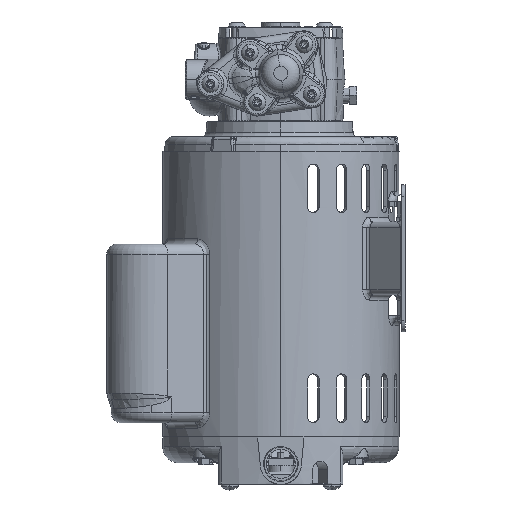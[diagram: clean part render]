
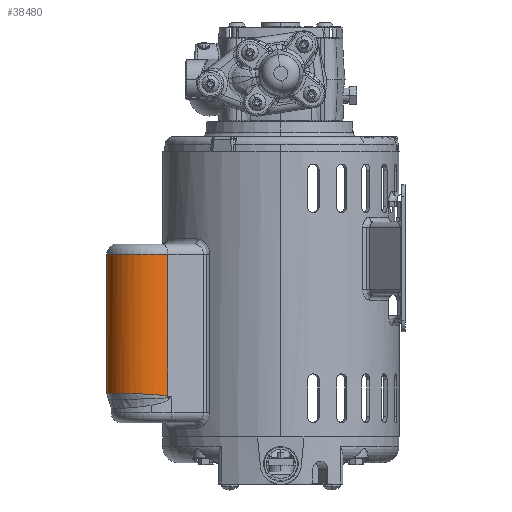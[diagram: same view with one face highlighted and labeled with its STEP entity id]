
A CAD part, left-side view. The second image highlights one B-rep face of the part: STEP entity #38480.
In plain terms, the highlighted cylindrical face has radius 24.511 mm (diameter 49.022 mm), a partial arc.
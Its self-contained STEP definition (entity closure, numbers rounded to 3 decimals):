
#35186 = ORIENTED_EDGE ( 'NONE', *, *, #100631, .F. ) ;
#35187 = ORIENTED_EDGE ( 'NONE', *, *, #100632, .T. ) ;
#35188 = ORIENTED_EDGE ( 'NONE', *, *, #100633, .T. ) ;
#35189 = ORIENTED_EDGE ( 'NONE', *, *, #100630, .T. ) ;
#38480 = ADVANCED_FACE ( 'NONE', ( #80827 ), #80848, .T. ) ;
#47718 = AXIS2_PLACEMENT_3D ( 'NONE', #102048, #102049, #102050 ) ;
#67086 = B_SPLINE_CURVE_WITH_KNOTS ( 'NONE', 3,
 ( #102025, #102046, #102051, #102052, #102053, #102054, #102055, #102056, #102057, #102058, #102059, #102060, #102061, #102062, #102063, #102064, #102065, #102066, #102067, #102068, #102069, #102070, #102071, #102072, #102073, #102074, #102075, #102076, #102077, #102078, #102079, #102080, #102081, #102082, #102083, #102084, #102085, #102086, #102087, #102088, #102089, #102090, #102091, #102092, #102093, #102094, #102095, #102096, #102097, #102098, #102099, #102100, #102101, #102102, #102103, #102104, #102105, #102106, #102107, #102108, #102109, #102110, #102111, #102112 ),
 .UNSPECIFIED., .F., .F.,
 ( 4, 2, 2, 2, 2, 2, 2, 2, 2, 2, 2, 2, 2, 2, 2, 2, 2, 2, 2, 2, 2, 2, 2, 2, 2, 2, 2, 2, 2, 2, 2, 4 ),
 ( 0., 0.001, 0.002, 0.005, 0.007, 0.009, 0.01, 0.015, 0.017, 0.019, 0.024, 0.027, 0.029, 0.032, 0.034, 0.039, 0.044, 0.046, 0.049, 0.053, 0.055, 0.056, 0.058, 0.063, 0.064, 0.066, 0.068, 0.07, 0.073, 0.075, 0.077, 0.078 ),
 .UNSPECIFIED. ) ;
#80827 = FACE_OUTER_BOUND ( 'NONE', #101324, .T. ) ;
#80848 = CYLINDRICAL_SURFACE ( 'NONE', #106934, 24.511 ) ;
#82422 = CARTESIAN_POINT ( 'NONE',  ( -50.292, 82.069, -235.938 ) ) ;
#82423 = DIRECTION ( 'NONE',  ( 0., 0., 1. ) ) ;
#82431 = DIRECTION ( 'NONE',  ( 1., 0., 0. ) ) ;
#84834 = CARTESIAN_POINT ( 'NONE',  ( -29.393, 94.876, -219.545 ) ) ;
#84836 = CARTESIAN_POINT ( 'NONE',  ( -71.191, 69.262, -132.75 ) ) ;
#84838 = CARTESIAN_POINT ( 'NONE',  ( -29.393, 94.876, -132.75 ) ) ;
#84845 = CARTESIAN_POINT ( 'NONE',  ( -71.191, 69.262, -219.545 ) ) ;
#90603 = CIRCLE ( 'NONE', #47718, 24.511 ) ;
#90605 = LINE ( 'NONE', #102047, #90611 ) ;
#90611 = VECTOR ( 'NONE', #102036, 1000. ) ;
#90613 = LINE ( 'NONE', #102113, #90615 ) ;
#90615 = VECTOR ( 'NONE', #102114, 1000. ) ;
#93781 = VERTEX_POINT ( 'NONE', #84834 ) ;
#93784 = VERTEX_POINT ( 'NONE', #84836 ) ;
#93787 = VERTEX_POINT ( 'NONE', #84838 ) ;
#93797 = VERTEX_POINT ( 'NONE', #84845 ) ;
#100630 = EDGE_CURVE ( 'NONE', #93784, #93787, #90603, .T. ) ;
#100631 = EDGE_CURVE ( 'NONE', #93781, #93787, #90605, .T. ) ;
#100632 = EDGE_CURVE ( 'NONE', #93781, #93797, #67086, .T. ) ;
#100633 = EDGE_CURVE ( 'NONE', #93797, #93784, #90613, .T. ) ;
#101324 = EDGE_LOOP ( 'NONE', ( #35186, #35187, #35188, #35189 ) ) ;
#102025 = CARTESIAN_POINT ( 'NONE',  ( -29.393, 94.876, -219.545 ) ) ;
#102036 = DIRECTION ( 'NONE',  ( 0., 0., 1. ) ) ;
#102046 = CARTESIAN_POINT ( 'NONE',  ( -29.601, 95.216, -219.468 ) ) ;
#102047 = CARTESIAN_POINT ( 'NONE',  ( -29.393, 94.876, -235.938 ) ) ;
#102048 = CARTESIAN_POINT ( 'NONE',  ( -50.292, 82.069, -132.75 ) ) ;
#102049 = DIRECTION ( 'NONE',  ( 0., 0., -1. ) ) ;
#102050 = DIRECTION ( 'NONE',  ( 1., 0., 0. ) ) ;
#102051 = CARTESIAN_POINT ( 'NONE',  ( -29.818, 95.552, -219.405 ) ) ;
#102052 = CARTESIAN_POINT ( 'NONE',  ( -30.271, 96.215, -219.29 ) ) ;
#102053 = CARTESIAN_POINT ( 'NONE',  ( -30.505, 96.541, -219.239 ) ) ;
#102054 = CARTESIAN_POINT ( 'NONE',  ( -31.229, 97.497, -219.098 ) ) ;
#102055 = CARTESIAN_POINT ( 'NONE',  ( -31.741, 98.109, -219.018 ) ) ;
#102056 = CARTESIAN_POINT ( 'NONE',  ( -32.822, 99.28, -218.872 ) ) ;
#102057 = CARTESIAN_POINT ( 'NONE',  ( -33.391, 99.839, -218.806 ) ) ;
#102058 = CARTESIAN_POINT ( 'NONE',  ( -34.287, 100.638, -218.714 ) ) ;
#102059 = CARTESIAN_POINT ( 'NONE',  ( -34.593, 100.897, -218.684 ) ) ;
#102060 = CARTESIAN_POINT ( 'NONE',  ( -35.219, 101.402, -218.627 ) ) ;
#102061 = CARTESIAN_POINT ( 'NONE',  ( -35.54, 101.648, -218.599 ) ) ;
#102062 = CARTESIAN_POINT ( 'NONE',  ( -37.17, 102.835, -218.465 ) ) ;
#102063 = CARTESIAN_POINT ( 'NONE',  ( -38.549, 103.643, -218.373 ) ) ;
#102064 = CARTESIAN_POINT ( 'NONE',  ( -40.727, 104.651, -218.249 ) ) ;
#102065 = CARTESIAN_POINT ( 'NONE',  ( -41.472, 104.953, -218.211 ) ) ;
#102066 = CARTESIAN_POINT ( 'NONE',  ( -43., 105.485, -218.137 ) ) ;
#102067 = CARTESIAN_POINT ( 'NONE',  ( -43.773, 105.711, -218.103 ) ) ;
#102068 = CARTESIAN_POINT ( 'NONE',  ( -46.107, 106.273, -218.007 ) ) ;
#102069 = CARTESIAN_POINT ( 'NONE',  ( -47.689, 106.495, -217.952 ) ) ;
#102070 = CARTESIAN_POINT ( 'NONE',  ( -50.1, 106.593, -217.881 ) ) ;
#102071 = CARTESIAN_POINT ( 'NONE',  ( -50.913, 106.586, -217.859 ) ) ;
#102072 = CARTESIAN_POINT ( 'NONE',  ( -52.518, 106.492, -217.82 ) ) ;
#102073 = CARTESIAN_POINT ( 'NONE',  ( -53.314, 106.407, -217.803 ) ) ;
#102074 = CARTESIAN_POINT ( 'NONE',  ( -54.892, 106.158, -217.772 ) ) ;
#102075 = CARTESIAN_POINT ( 'NONE',  ( -55.674, 105.996, -217.758 ) ) ;
#102076 = CARTESIAN_POINT ( 'NONE',  ( -57.225, 105.593, -217.735 ) ) ;
#102077 = CARTESIAN_POINT ( 'NONE',  ( -57.995, 105.353, -217.725 ) ) ;
#102078 = CARTESIAN_POINT ( 'NONE',  ( -60.275, 104.514, -217.701 ) ) ;
#102079 = CARTESIAN_POINT ( 'NONE',  ( -61.726, 103.811, -217.693 ) ) ;
#102080 = CARTESIAN_POINT ( 'NONE',  ( -64.488, 102.117, -217.693 ) ) ;
#102081 = CARTESIAN_POINT ( 'NONE',  ( -65.763, 101.148, -217.701 ) ) ;
#102082 = CARTESIAN_POINT ( 'NONE',  ( -67.523, 99.52, -217.724 ) ) ;
#102083 = CARTESIAN_POINT ( 'NONE',  ( -68.084, 98.948, -217.734 ) ) ;
#102084 = CARTESIAN_POINT ( 'NONE',  ( -69.153, 97.744, -217.758 ) ) ;
#102085 = CARTESIAN_POINT ( 'NONE',  ( -69.663, 97.11, -217.771 ) ) ;
#102086 = CARTESIAN_POINT ( 'NONE',  ( -71.078, 95.158, -217.818 ) ) ;
#102087 = CARTESIAN_POINT ( 'NONE',  ( -71.885, 93.78, -217.857 ) ) ;
#102088 = CARTESIAN_POINT ( 'NONE',  ( -72.723, 91.96, -217.916 ) ) ;
#102089 = CARTESIAN_POINT ( 'NONE',  ( -72.882, 91.591, -217.928 ) ) ;
#102090 = CARTESIAN_POINT ( 'NONE',  ( -73.182, 90.844, -217.954 ) ) ;
#102091 = CARTESIAN_POINT ( 'NONE',  ( -73.324, 90.464, -217.967 ) ) ;
#102092 = CARTESIAN_POINT ( 'NONE',  ( -73.72, 89.319, -218.009 ) ) ;
#102093 = CARTESIAN_POINT ( 'NONE',  ( -73.945, 88.548, -218.039 ) ) ;
#102094 = CARTESIAN_POINT ( 'NONE',  ( -74.503, 86.216, -218.135 ) ) ;
#102095 = CARTESIAN_POINT ( 'NONE',  ( -74.722, 84.634, -218.206 ) ) ;
#102096 = CARTESIAN_POINT ( 'NONE',  ( -74.8, 82.621, -218.31 ) ) ;
#102097 = CARTESIAN_POINT ( 'NONE',  ( -74.806, 82.216, -218.332 ) ) ;
#102098 = CARTESIAN_POINT ( 'NONE',  ( -74.798, 81.409, -218.376 ) ) ;
#102099 = CARTESIAN_POINT ( 'NONE',  ( -74.783, 81.008, -218.399 ) ) ;
#102100 = CARTESIAN_POINT ( 'NONE',  ( -74.712, 79.808, -218.469 ) ) ;
#102101 = CARTESIAN_POINT ( 'NONE',  ( -74.625, 79.015, -218.518 ) ) ;
#102102 = CARTESIAN_POINT ( 'NONE',  ( -74.375, 77.44, -218.624 ) ) ;
#102103 = CARTESIAN_POINT ( 'NONE',  ( -74.212, 76.66, -218.681 ) ) ;
#102104 = CARTESIAN_POINT ( 'NONE',  ( -73.808, 75.111, -218.803 ) ) ;
#102105 = CARTESIAN_POINT ( 'NONE',  ( -73.566, 74.339, -218.87 ) ) ;
#102106 = CARTESIAN_POINT ( 'NONE',  ( -73.009, 72.829, -219.018 ) ) ;
#102107 = CARTESIAN_POINT ( 'NONE',  ( -72.694, 72.09, -219.098 ) ) ;
#102108 = CARTESIAN_POINT ( 'NONE',  ( -72.169, 71.008, -219.239 ) ) ;
#102109 = CARTESIAN_POINT ( 'NONE',  ( -71.985, 70.652, -219.29 ) ) ;
#102110 = CARTESIAN_POINT ( 'NONE',  ( -71.6, 69.948, -219.405 ) ) ;
#102111 = CARTESIAN_POINT ( 'NONE',  ( -71.399, 69.602, -219.468 ) ) ;
#102112 = CARTESIAN_POINT ( 'NONE',  ( -71.191, 69.262, -219.545 ) ) ;
#102113 = CARTESIAN_POINT ( 'NONE',  ( -71.191, 69.262, -235.938 ) ) ;
#102114 = DIRECTION ( 'NONE',  ( 0., 0., 1. ) ) ;
#106934 = AXIS2_PLACEMENT_3D ( 'NONE', #82422, #82423, #82431 ) ;
